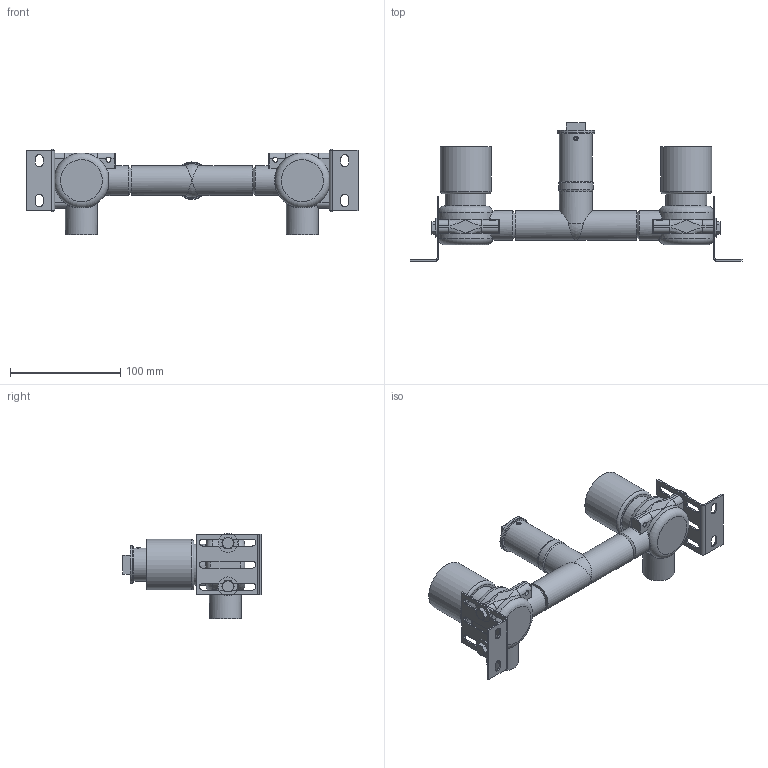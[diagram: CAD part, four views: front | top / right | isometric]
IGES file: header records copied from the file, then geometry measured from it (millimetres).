
Global section: file name: No Iges File Name specified; native system: Autodesk Inventor 2012; preprocessor: AutoDesk Inventor Iges Exporter R2012; author: mblakey; date: 20121008.105435; units: millimetre
Bounding box: 301.2 x 125.6 x 77.39 mm (x, y, z)
Volume: 282500 mm3; surface area: 148253.2 mm2
Topology: 22 solids, 22 shells, 500 faces, 1160 edges, 724 vertices
Faces by surface type: plane 201, revolution 129, cylinder 65, bspline 50, cone 39, torus 14, sphere 2
Full cylindrical faces by diameter (mm): 4 x1, 6 x4, 17.29 x4, 22 x2, 23.8 x2, 26 x1, 26.44 x2, 27 x4, 28 x2, 29 x2, 30 x2, 31.5 x1, 33 x1, 33.9 x1, 36 x2, 37 x2, 46 x2
